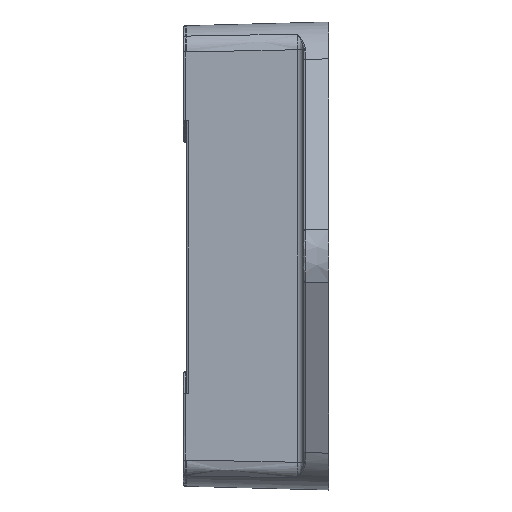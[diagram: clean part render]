
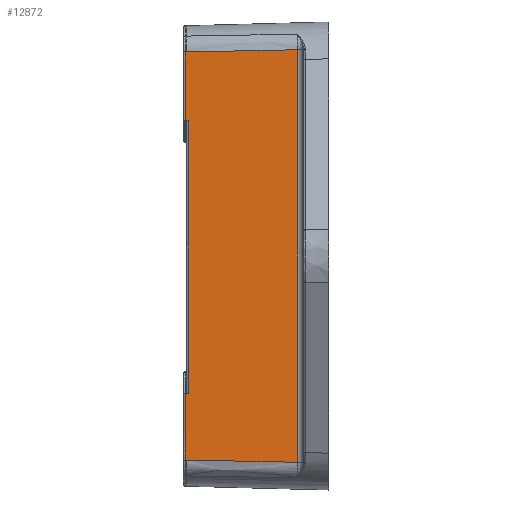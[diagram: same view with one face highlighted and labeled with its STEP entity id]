
A CAD part, left-side view. The second image highlights one B-rep face of the part: STEP entity #12872.
In plain terms, the highlighted planar face has unit normal (-1, 0.026, 0).
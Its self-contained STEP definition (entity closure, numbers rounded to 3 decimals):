
#370 = CARTESIAN_POINT ( 'NONE',  ( -35.537, -11.491, -32.265 ) ) ;
#675 = CARTESIAN_POINT ( 'NONE',  ( -35.047, 7.217, -21.737 ) ) ;
#977 = DIRECTION ( 'NONE',  ( 1., -0.026, 0. ) ) ;
#1105 = CARTESIAN_POINT ( 'NONE',  ( -35.511, -10.517, -32.613 ) ) ;
#1444 = CARTESIAN_POINT ( 'NONE',  ( -35.511, -10.517, 32.613 ) ) ;
#1662 = EDGE_CURVE ( 'NONE', #8711, #2150, #3438, .T. ) ;
#1851 = VERTEX_POINT ( 'NONE', #3868 ) ;
#2027 = LINE ( 'NONE', #4513, #4029 ) ;
#2150 = VERTEX_POINT ( 'NONE', #11817 ) ;
#2303 = DIRECTION ( 'NONE',  ( 0., 0., 1. ) ) ;
#2377 = CARTESIAN_POINT ( 'NONE',  ( -35.06, 6.717, -37. ) ) ;
#2603 = CARTESIAN_POINT ( 'NONE',  ( -35.511, -10.517, -32.613 ) ) ;
#2671 = DIRECTION ( 'NONE',  ( 0.026, 1., 0. ) ) ;
#2843 = ORIENTED_EDGE ( 'NONE', *, *, #9789, .F. ) ;
#2884 = VERTEX_POINT ( 'NONE', #10290 ) ;
#3438 = B_SPLINE_CURVE_WITH_KNOTS ( 'NONE', 3,
 ( #2603, #12935, #14015, #7230 ),
 .UNSPECIFIED., .F., .F.,
 ( 4, 4 ),
 ( 0., 1. ),
 .UNSPECIFIED. ) ;
#3439 = LINE ( 'NONE', #2377, #9337 ) ;
#3634 = LINE ( 'NONE', #370, #7351 ) ;
#3811 = AXIS2_PLACEMENT_3D ( 'NONE', #12526, #977, #12288 ) ;
#3868 = CARTESIAN_POINT ( 'NONE',  ( -35.06, 6.717, 21.406 ) ) ;
#3910 = ORIENTED_EDGE ( 'NONE', *, *, #1662, .F. ) ;
#3964 = ORIENTED_EDGE ( 'NONE', *, *, #13908, .T. ) ;
#3995 = CARTESIAN_POINT ( 'NONE',  ( -35.047, 7.217, -21.737 ) ) ;
#4029 = VECTOR ( 'NONE', #13811, 1000. ) ;
#4071 = ORIENTED_EDGE ( 'NONE', *, *, #11394, .F. ) ;
#4168 = CARTESIAN_POINT ( 'NONE',  ( -35.511, -10.517, -37. ) ) ;
#4424 = ORIENTED_EDGE ( 'NONE', *, *, #10611, .F. ) ;
#4513 = CARTESIAN_POINT ( 'NONE',  ( -35.047, 7.217, -37. ) ) ;
#4585 = ORIENTED_EDGE ( 'NONE', *, *, #9190, .F. ) ;
#4987 = LINE ( 'NONE', #3995, #11939 ) ;
#5003 = CARTESIAN_POINT ( 'NONE',  ( -35.207, 1.085, 32.384 ) ) ;
#5237 = VERTEX_POINT ( 'NONE', #7139 ) ;
#5496 = DIRECTION ( 'NONE',  ( -0.026, -1., 0.012 ) ) ;
#5719 = EDGE_CURVE ( 'NONE', #2150, #11257, #3634, .T. ) ;
#5809 = CARTESIAN_POINT ( 'NONE',  ( -35.047, 7.217, -32.265 ) ) ;
#6386 = LINE ( 'NONE', #4168, #14496 ) ;
#6437 = VERTEX_POINT ( 'NONE', #12028 ) ;
#6574 = EDGE_CURVE ( 'NONE', #11257, #7215, #7767, .T. ) ;
#7139 = CARTESIAN_POINT ( 'NONE',  ( -35.052, 7.009, 32.265 ) ) ;
#7215 = VERTEX_POINT ( 'NONE', #675 ) ;
#7230 = CARTESIAN_POINT ( 'NONE',  ( -35.052, 7.009, -32.265 ) ) ;
#7284 = CARTESIAN_POINT ( 'NONE',  ( -35.36, -4.757, 32.5 ) ) ;
#7302 = CARTESIAN_POINT ( 'NONE',  ( -35.047, 7.217, 32.265 ) ) ;
#7350 = DIRECTION ( 'NONE',  ( 0.026, 1., 0. ) ) ;
#7351 = VECTOR ( 'NONE', #7350, 1000. ) ;
#7381 = DIRECTION ( 'NONE',  ( 0., 0., -1. ) ) ;
#7710 = VERTEX_POINT ( 'NONE', #12655 ) ;
#7767 = LINE ( 'NONE', #9887, #12732 ) ;
#7956 = VECTOR ( 'NONE', #2671, 1000. ) ;
#8109 = EDGE_LOOP ( 'NONE', ( #14210, #4424, #13077, #2843, #12502, #13961, #3910, #4585, #4071, #3964 ) ) ;
#8428 = CARTESIAN_POINT ( 'NONE',  ( -35.052, 7.009, 32.265 ) ) ;
#8440 = LINE ( 'NONE', #13084, #7956 ) ;
#8711 = VERTEX_POINT ( 'NONE', #1105 ) ;
#9190 = EDGE_CURVE ( 'NONE', #7710, #8711, #6386, .T. ) ;
#9337 = VECTOR ( 'NONE', #2303, 1000. ) ;
#9723 = B_SPLINE_CURVE_WITH_KNOTS ( 'NONE', 3,
 ( #8428, #5003, #7284, #1444 ),
 .UNSPECIFIED., .F., .F.,
 ( 4, 4 ),
 ( 0., 1. ),
 .UNSPECIFIED. ) ;
#9789 = EDGE_CURVE ( 'NONE', #7215, #2884, #4987, .T. ) ;
#9887 = CARTESIAN_POINT ( 'NONE',  ( -35.047, 7.217, -37. ) ) ;
#10290 = CARTESIAN_POINT ( 'NONE',  ( -35.06, 6.717, -21.731 ) ) ;
#10611 = EDGE_CURVE ( 'NONE', #1851, #6437, #14295, .T. ) ;
#11218 = PLANE ( 'NONE',  #3811 ) ;
#11257 = VERTEX_POINT ( 'NONE', #5809 ) ;
#11394 = EDGE_CURVE ( 'NONE', #5237, #7710, #9723, .T. ) ;
#11817 = CARTESIAN_POINT ( 'NONE',  ( -35.052, 7.009, -32.265 ) ) ;
#11939 = VECTOR ( 'NONE', #5496, 1000. ) ;
#12027 = EDGE_CURVE ( 'NONE', #6437, #12646, #2027, .T. ) ;
#12028 = CARTESIAN_POINT ( 'NONE',  ( -35.047, 7.217, 21.412 ) ) ;
#12288 = DIRECTION ( 'NONE',  ( 0.026, 1., 0. ) ) ;
#12404 = DIRECTION ( 'NONE',  ( 0., 0., 1. ) ) ;
#12502 = ORIENTED_EDGE ( 'NONE', *, *, #6574, .F. ) ;
#12526 = CARTESIAN_POINT ( 'NONE',  ( -35.537, -11.491, -37. ) ) ;
#12646 = VERTEX_POINT ( 'NONE', #7302 ) ;
#12655 = CARTESIAN_POINT ( 'NONE',  ( -35.511, -10.517, 32.613 ) ) ;
#12732 = VECTOR ( 'NONE', #12404, 1000. ) ;
#12872 = ADVANCED_FACE ( 'NONE', ( #13669 ), #11218, .F. ) ;
#12923 = VECTOR ( 'NONE', #14431, 1000. ) ;
#12935 = CARTESIAN_POINT ( 'NONE',  ( -35.36, -4.757, -32.5 ) ) ;
#13077 = ORIENTED_EDGE ( 'NONE', *, *, #14714, .F. ) ;
#13084 = CARTESIAN_POINT ( 'NONE',  ( -35.045, 7.309, 32.265 ) ) ;
#13362 = CARTESIAN_POINT ( 'NONE',  ( -35.06, 6.717, 21.406 ) ) ;
#13669 = FACE_OUTER_BOUND ( 'NONE', #8109, .T. ) ;
#13811 = DIRECTION ( 'NONE',  ( 0., 0., 1. ) ) ;
#13908 = EDGE_CURVE ( 'NONE', #5237, #12646, #8440, .T. ) ;
#13961 = ORIENTED_EDGE ( 'NONE', *, *, #5719, .F. ) ;
#14015 = CARTESIAN_POINT ( 'NONE',  ( -35.207, 1.085, -32.384 ) ) ;
#14210 = ORIENTED_EDGE ( 'NONE', *, *, #12027, .F. ) ;
#14295 = LINE ( 'NONE', #13362, #12923 ) ;
#14431 = DIRECTION ( 'NONE',  ( 0.026, 1., 0.012 ) ) ;
#14496 = VECTOR ( 'NONE', #7381, 1000. ) ;
#14714 = EDGE_CURVE ( 'NONE', #2884, #1851, #3439, .T. ) ;
